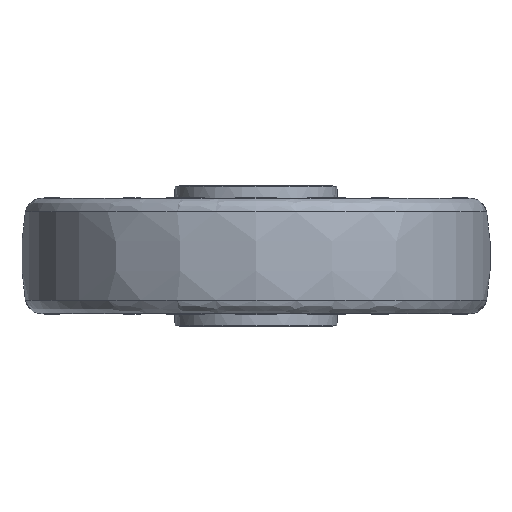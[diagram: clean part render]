
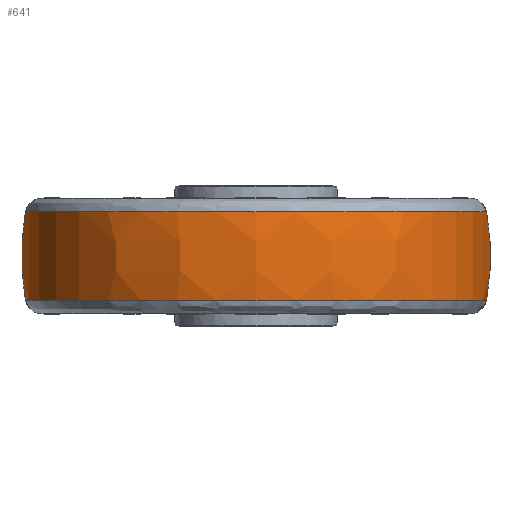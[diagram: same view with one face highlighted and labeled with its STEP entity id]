
A CAD part, front view. The second image highlights one B-rep face of the part: STEP entity #641.
In plain terms, the highlighted free-form (B-spline) face has degree [3, 3] with [4, 4] control points.
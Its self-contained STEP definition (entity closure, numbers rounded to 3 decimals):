
#373 = DIRECTION ( 'NONE',  ( 0., 0., 1. ) ) ;
#623 = CARTESIAN_POINT ( 'NONE',  ( 100.548, -204.51, -6.347 ) ) ;
#641 = ADVANCED_FACE ( 'NONE', ( #815 ), #8546, .T. ) ;
#679 = CARTESIAN_POINT ( 'NONE',  ( -98.372, -3.414, -18.854 ) ) ;
#815 = FACE_OUTER_BOUND ( 'NONE', #4532, .T. ) ;
#1791 = CARTESIAN_POINT ( 'NONE',  ( -100.548, -3.414, 6.347 ) ) ;
#2314 = AXIS2_PLACEMENT_3D ( 'NONE', #6205, #373, #4287 ) ;
#3106 = CIRCLE ( 'NONE', #5785, 110. ) ;
#3251 = DIRECTION ( 'NONE',  ( 1., 0., 0. ) ) ;
#3308 = CARTESIAN_POINT ( 'NONE',  ( 98.372, -3.414, -18.854 ) ) ;
#3616 = CARTESIAN_POINT ( 'NONE',  ( 100.548, -204.51, 6.347 ) ) ;
#3691 = CARTESIAN_POINT ( 'NONE',  ( -98.372, -3.414, 18.854 ) ) ;
#3754 = DIRECTION ( 'NONE',  ( 1., 0., 0. ) ) ;
#3801 = ORIENTED_EDGE ( 'NONE', *, *, #4557, .T. ) ;
#3804 = VERTEX_POINT ( 'NONE', #6111 ) ;
#3886 = CARTESIAN_POINT ( 'NONE',  ( 0., -3.414, 18.854 ) ) ;
#3951 = DIRECTION ( 'NONE',  ( 0., 0., -1. ) ) ;
#3979 = ORIENTED_EDGE ( 'NONE', *, *, #11540, .T. ) ;
#4169 = CARTESIAN_POINT ( 'NONE',  ( -10., -3.414, 0. ) ) ;
#4287 = DIRECTION ( 'NONE',  ( 1., 0., 0. ) ) ;
#4504 = VERTEX_POINT ( 'NONE', #3691 ) ;
#4532 = EDGE_LOOP ( 'NONE', ( #3801, #8854, #3979, #5161 ) ) ;
#4557 = EDGE_CURVE ( 'NONE', #3804, #4504, #4630, .T. ) ;
#4630 = CIRCLE ( 'NONE', #7476, 98.372 ) ;
#4660 = CARTESIAN_POINT ( 'NONE',  ( 100.548, -3.414, -6.347 ) ) ;
#5161 = ORIENTED_EDGE ( 'NONE', *, *, #5794, .F. ) ;
#5599 = AXIS2_PLACEMENT_3D ( 'NONE', #6338, #10187, #8401 ) ;
#5614 = CARTESIAN_POINT ( 'NONE',  ( -98.372, -200.159, 18.854 ) ) ;
#5785 = AXIS2_PLACEMENT_3D ( 'NONE', #4169, #7967, #3251 ) ;
#5794 = EDGE_CURVE ( 'NONE', #3804, #8249, #3106, .T. ) ;
#6111 = CARTESIAN_POINT ( 'NONE',  ( 98.372, -3.414, 18.854 ) ) ;
#6205 = CARTESIAN_POINT ( 'NONE',  ( 0., -3.414, -18.854 ) ) ;
#6338 = CARTESIAN_POINT ( 'NONE',  ( 10., -3.414, 0. ) ) ;
#6446 = CARTESIAN_POINT ( 'NONE',  ( -100.548, -204.51, 6.347 ) ) ;
#6640 = CARTESIAN_POINT ( 'NONE',  ( -98.372, -3.414, 18.854 ) ) ;
#7455 = CARTESIAN_POINT ( 'NONE',  ( 98.372, -200.159, -18.854 ) ) ;
#7476 = AXIS2_PLACEMENT_3D ( 'NONE', #3886, #3951, #3754 ) ;
#7887 = CARTESIAN_POINT ( 'NONE',  ( -98.372, -3.414, -18.854 ) ) ;
#7967 = DIRECTION ( 'NONE',  ( 0., 1., 0. ) ) ;
#8249 = VERTEX_POINT ( 'NONE', #3308 ) ;
#8330 = CARTESIAN_POINT ( 'NONE',  ( -100.548, -3.414, -6.347 ) ) ;
#8389 = CARTESIAN_POINT ( 'NONE',  ( -98.372, -200.159, -18.854 ) ) ;
#8401 = DIRECTION ( 'NONE',  ( -1., 0., 0. ) ) ;
#8430 = CIRCLE ( 'NONE', #2314, 98.372 ) ;
#8546 =( BOUNDED_SURFACE ( )  B_SPLINE_SURFACE ( 3, 3, ( 
 ( #6640, #5614, #10486, #10555 ),
 ( #1791, #6446, #3616, #8587 ),
 ( #8330, #9351, #623, #4660 ),
 ( #679, #8389, #7455, #11304 ) ),
 .UNSPECIFIED., .F., .F., .F. ) 
 B_SPLINE_SURFACE_WITH_KNOTS ( ( 4, 4 ),
 ( 4, 4 ),
 ( 0., 1. ),
 ( 0., 1. ),
 .UNSPECIFIED. ) 
 GEOMETRIC_REPRESENTATION_ITEM ( )  RATIONAL_B_SPLINE_SURFACE ( (
 ( 1., 0.333, 0.333, 1.),
 ( 0.99, 0.33, 0.33, 0.99),
 ( 0.99, 0.33, 0.33, 0.99),
 ( 1., 0.333, 0.333, 1.) ) ) 
 REPRESENTATION_ITEM ( '' )  SURFACE ( )  );
#8587 = CARTESIAN_POINT ( 'NONE',  ( 100.548, -3.414, 6.347 ) ) ;
#8854 = ORIENTED_EDGE ( 'NONE', *, *, #11610, .T. ) ;
#9239 = CIRCLE ( 'NONE', #5599, 110. ) ;
#9326 = VERTEX_POINT ( 'NONE', #7887 ) ;
#9351 = CARTESIAN_POINT ( 'NONE',  ( -100.548, -204.51, -6.347 ) ) ;
#10187 = DIRECTION ( 'NONE',  ( 0., -1., 0. ) ) ;
#10486 = CARTESIAN_POINT ( 'NONE',  ( 98.372, -200.159, 18.854 ) ) ;
#10555 = CARTESIAN_POINT ( 'NONE',  ( 98.372, -3.414, 18.854 ) ) ;
#11304 = CARTESIAN_POINT ( 'NONE',  ( 98.372, -3.414, -18.854 ) ) ;
#11540 = EDGE_CURVE ( 'NONE', #9326, #8249, #8430, .T. ) ;
#11610 = EDGE_CURVE ( 'NONE', #4504, #9326, #9239, .T. ) ;
